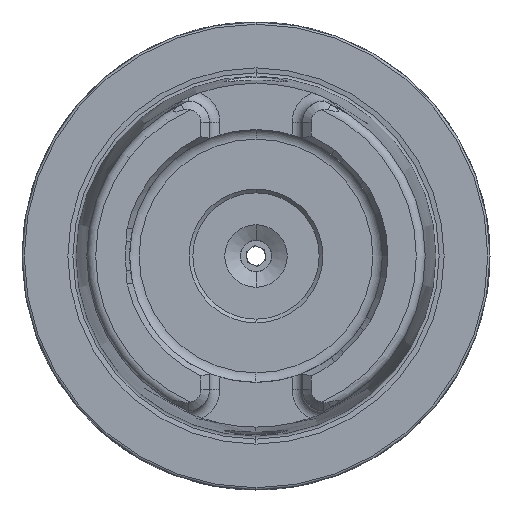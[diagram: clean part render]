
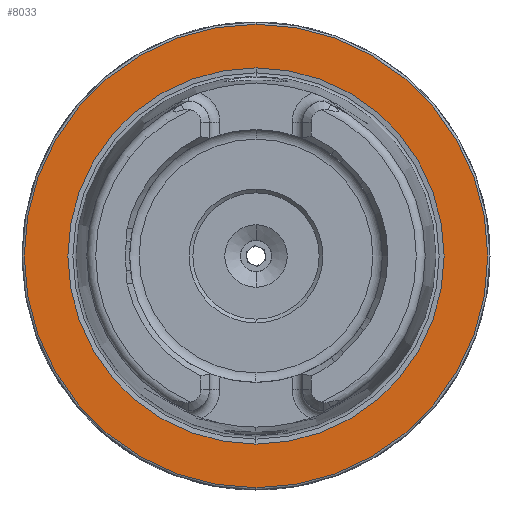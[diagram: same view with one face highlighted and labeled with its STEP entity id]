
A CAD part, left-side view. The second image highlights one B-rep face of the part: STEP entity #8033.
In plain terms, the highlighted planar face has unit normal (-1, 0, 0).
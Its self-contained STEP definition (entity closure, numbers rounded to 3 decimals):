
#780 = AXIS2_PLACEMENT_3D ( 'NONE', #5202, #5203, #5204 ) ;
#831 = AXIS2_PLACEMENT_3D ( 'NONE', #3633, #3634, #3635 ) ;
#993 = EDGE_CURVE ( 'NONE', #4294, #4295, #8676, .T. ) ;
#1136 = EDGE_CURVE ( 'NONE', #4297, #4302, #8730, .T. ) ;
#1296 = EDGE_CURVE ( 'NONE', #4302, #4297, #7276, .T. ) ;
#1306 = EDGE_CURVE ( 'NONE', #4295, #4294, #7290, .T. ) ;
#2269 = FACE_BOUND ( 'NONE', #9093, .T. ) ;
#2278 = FACE_OUTER_BOUND ( 'NONE', #9080, .T. ) ;
#2524 = CARTESIAN_POINT ( 'NONE',  ( 0., 0., 0. ) ) ;
#2525 = DIRECTION ( 'NONE',  ( -1., 0., 0. ) ) ;
#2526 = DIRECTION ( 'NONE',  ( 0., 0., 1. ) ) ;
#2582 = CARTESIAN_POINT ( 'NONE',  ( 0., 0., 0. ) ) ;
#2583 = DIRECTION ( 'NONE',  ( -1., 0., 0. ) ) ;
#2584 = DIRECTION ( 'NONE',  ( 0., 0., 1. ) ) ;
#2767 = CARTESIAN_POINT ( 'NONE',  ( 0., 0., -31.2 ) ) ;
#2768 = CARTESIAN_POINT ( 'NONE',  ( 0., 0., 31.2 ) ) ;
#2770 = CARTESIAN_POINT ( 'NONE',  ( 0., 0., 25.324 ) ) ;
#2775 = CARTESIAN_POINT ( 'NONE',  ( 0., 0., -25.324 ) ) ;
#3633 = CARTESIAN_POINT ( 'NONE',  ( 0., 0., 0. ) ) ;
#3634 = DIRECTION ( 'NONE',  ( -1., 0., 0. ) ) ;
#3635 = DIRECTION ( 'NONE',  ( 0., 0., 1. ) ) ;
#4294 = VERTEX_POINT ( 'NONE', #2767 ) ;
#4295 = VERTEX_POINT ( 'NONE', #2768 ) ;
#4297 = VERTEX_POINT ( 'NONE', #2770 ) ;
#4302 = VERTEX_POINT ( 'NONE', #2775 ) ;
#4524 = AXIS2_PLACEMENT_3D ( 'NONE', #2524, #2525, #2526 ) ;
#4547 = AXIS2_PLACEMENT_3D ( 'NONE', #2582, #2583, #2584 ) ;
#5202 = CARTESIAN_POINT ( 'NONE',  ( 0., 0., 0. ) ) ;
#5203 = DIRECTION ( 'NONE',  ( -1., 0., 0. ) ) ;
#5204 = DIRECTION ( 'NONE',  ( 0., 0., 1. ) ) ;
#6123 = AXIS2_PLACEMENT_3D ( 'NONE', #10544, #10555, #10557 ) ;
#7276 = CIRCLE ( 'NONE', #4524, 25.324 ) ;
#7290 = CIRCLE ( 'NONE', #4547, 31.2 ) ;
#8033 = ADVANCED_FACE ( 'NONE', ( #2269, #2278 ), #10551, .F. ) ;
#8298 = ORIENTED_EDGE ( 'NONE', *, *, #1136, .F. ) ;
#8676 = CIRCLE ( 'NONE', #831, 31.2 ) ;
#8730 = CIRCLE ( 'NONE', #780, 25.324 ) ;
#9080 = EDGE_LOOP ( 'NONE', ( #9959, #9954 ) ) ;
#9093 = EDGE_LOOP ( 'NONE', ( #8298, #9850 ) ) ;
#9850 = ORIENTED_EDGE ( 'NONE', *, *, #1296, .F. ) ;
#9954 = ORIENTED_EDGE ( 'NONE', *, *, #993, .T. ) ;
#9959 = ORIENTED_EDGE ( 'NONE', *, *, #1306, .T. ) ;
#10544 = CARTESIAN_POINT ( 'NONE',  ( 0., 31.2, 0. ) ) ;
#10551 = PLANE ( 'NONE',  #6123 ) ;
#10555 = DIRECTION ( 'NONE',  ( 1., 0., 0. ) ) ;
#10557 = DIRECTION ( 'NONE',  ( 0., 0., -1. ) ) ;
